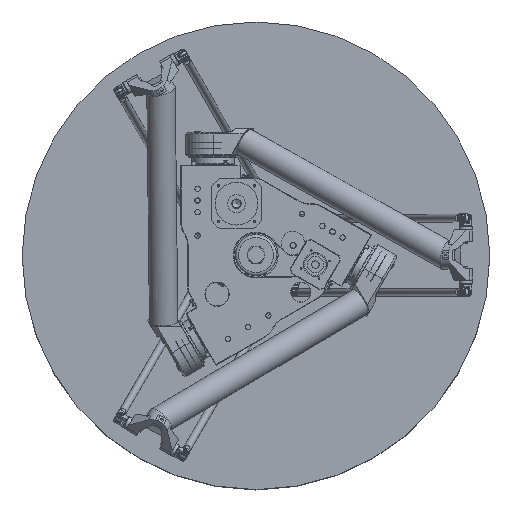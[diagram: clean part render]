
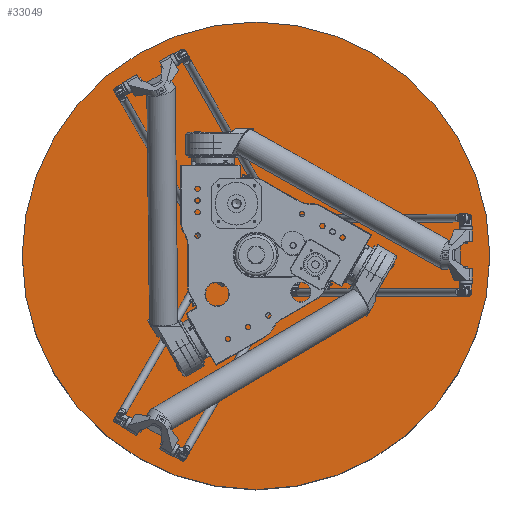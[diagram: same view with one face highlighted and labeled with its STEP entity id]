
A CAD part, top view. The second image highlights one B-rep face of the part: STEP entity #33049.
In plain terms, the highlighted face is planar.
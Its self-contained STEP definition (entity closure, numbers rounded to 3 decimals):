
#3410=CIRCLE('',#36404,600.);
#5886=FACE_OUTER_BOUND('',#8435,.T.);
#8435=EDGE_LOOP('',(#30076));
#16840=VERTEX_POINT('',#64725);
#21252=EDGE_CURVE('',#16840,#16840,#3410,.T.);
#30076=ORIENTED_EDGE('',*,*,#21252,.F.);
#31109=PLANE('',#36403);
#33049=ADVANCED_FACE('',(#5886),#31109,.T.);
#36403=AXIS2_PLACEMENT_3D('',#64724,#45354,#45355);
#36404=AXIS2_PLACEMENT_3D('',#64726,#45356,#45357);
#45354=DIRECTION('center_axis',(0.,1.,0.));
#45355=DIRECTION('ref_axis',(0.,0.,1.));
#45356=DIRECTION('center_axis',(0.,-1.,0.));
#45357=DIRECTION('ref_axis',(1.,0.,0.));
#64724=CARTESIAN_POINT('Origin',(300.,-890.,0.));
#64725=CARTESIAN_POINT('',(600.,-890.,0.));
#64726=CARTESIAN_POINT('Origin',(0.,-890.,0.));
